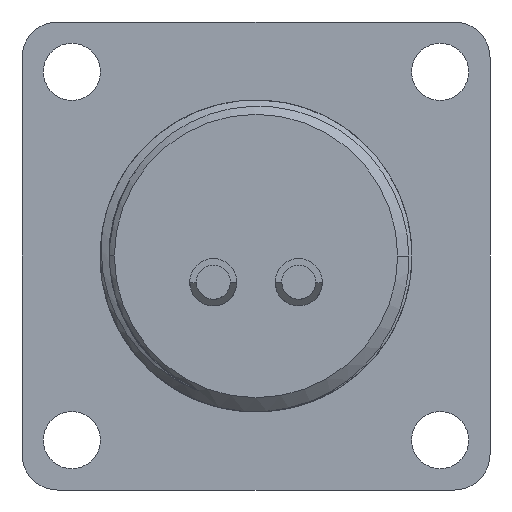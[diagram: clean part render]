
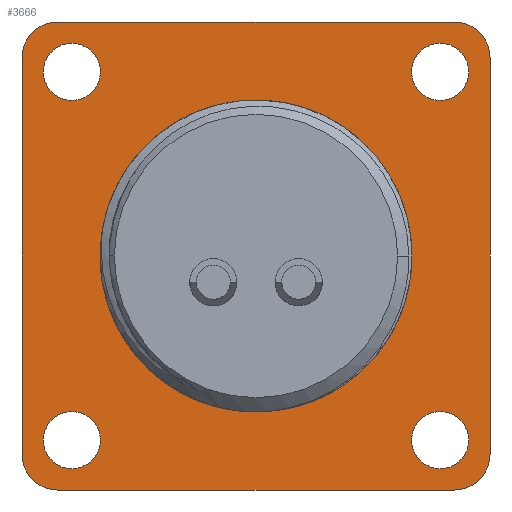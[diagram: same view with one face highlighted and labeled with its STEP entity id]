
A CAD part, front view. The second image highlights one B-rep face of the part: STEP entity #3666.
In plain terms, the highlighted planar face has unit normal (0, -1, 0).
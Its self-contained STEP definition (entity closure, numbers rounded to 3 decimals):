
#500=CARTESIAN_POINT('',(-11.1,-2.3,-11.1));
#501=DIRECTION('',(0.,-1.,0.));
#502=DIRECTION('',(-1.,0.,0.));
#503=AXIS2_PLACEMENT_3D('',#500,#501,#502);
#505=DIRECTION('',(0.,0.,-1.));
#506=VECTOR('',#505,22.2);
#507=CARTESIAN_POINT('',(-13.1,-2.3,11.1));
#508=LINE('',#507,#506);
#509=CARTESIAN_POINT('',(-11.1,-2.3,11.1));
#510=DIRECTION('',(0.,-1.,0.));
#511=DIRECTION('',(0.,0.,1.));
#512=AXIS2_PLACEMENT_3D('',#509,#510,#511);
#514=DIRECTION('',(-1.,0.,0.));
#515=VECTOR('',#514,22.2);
#516=CARTESIAN_POINT('',(11.1,-2.3,13.1));
#517=LINE('',#516,#515);
#518=CARTESIAN_POINT('',(11.1,-2.3,11.1));
#519=DIRECTION('',(0.,-1.,0.));
#520=DIRECTION('',(1.,0.,0.));
#521=AXIS2_PLACEMENT_3D('',#518,#519,#520);
#523=DIRECTION('',(0.,0.,1.));
#524=VECTOR('',#523,22.2);
#525=CARTESIAN_POINT('',(13.1,-2.3,-11.1));
#526=LINE('',#525,#524);
#527=CARTESIAN_POINT('',(11.1,-2.3,-11.1));
#528=DIRECTION('',(0.,-1.,0.));
#529=DIRECTION('',(0.,0.,-1.));
#530=AXIS2_PLACEMENT_3D('',#527,#528,#529);
#532=DIRECTION('',(1.,0.,0.));
#533=VECTOR('',#532,22.2);
#534=CARTESIAN_POINT('',(-11.1,-2.3,-13.1));
#535=LINE('',#534,#533);
#536=CARTESIAN_POINT('',(-10.31,-2.3,10.31));
#537=DIRECTION('',(0.,1.,0.));
#538=DIRECTION('',(0.,0.,1.));
#539=AXIS2_PLACEMENT_3D('',#536,#537,#538);
#541=CARTESIAN_POINT('',(-10.31,-2.3,10.31));
#542=DIRECTION('',(0.,1.,0.));
#543=DIRECTION('',(0.,0.,-1.));
#544=AXIS2_PLACEMENT_3D('',#541,#542,#543);
#546=CARTESIAN_POINT('',(10.31,-2.3,10.31));
#547=DIRECTION('',(0.,1.,0.));
#548=DIRECTION('',(0.,0.,1.));
#549=AXIS2_PLACEMENT_3D('',#546,#547,#548);
#551=CARTESIAN_POINT('',(10.31,-2.3,10.31));
#552=DIRECTION('',(0.,1.,0.));
#553=DIRECTION('',(0.,0.,-1.));
#554=AXIS2_PLACEMENT_3D('',#551,#552,#553);
#556=CARTESIAN_POINT('',(10.31,-2.3,-10.31));
#557=DIRECTION('',(0.,1.,0.));
#558=DIRECTION('',(0.,0.,1.));
#559=AXIS2_PLACEMENT_3D('',#556,#557,#558);
#561=CARTESIAN_POINT('',(10.31,-2.3,-10.31));
#562=DIRECTION('',(0.,1.,0.));
#563=DIRECTION('',(0.,0.,-1.));
#564=AXIS2_PLACEMENT_3D('',#561,#562,#563);
#566=CARTESIAN_POINT('',(-10.31,-2.3,-10.31));
#567=DIRECTION('',(0.,1.,0.));
#568=DIRECTION('',(0.,0.,1.));
#569=AXIS2_PLACEMENT_3D('',#566,#567,#568);
#571=CARTESIAN_POINT('',(-10.31,-2.3,-10.31));
#572=DIRECTION('',(0.,1.,0.));
#573=DIRECTION('',(0.,0.,-1.));
#574=AXIS2_PLACEMENT_3D('',#571,#572,#573);
#576=CARTESIAN_POINT('',(0.,-2.3,0.));
#577=DIRECTION('',(0.,1.,0.));
#578=DIRECTION('',(-1.,0.,0.));
#579=AXIS2_PLACEMENT_3D('',#576,#577,#578);
#581=CARTESIAN_POINT('',(0.,-2.3,0.));
#582=DIRECTION('',(0.,1.,0.));
#583=DIRECTION('',(1.,0.,0.));
#584=AXIS2_PLACEMENT_3D('',#581,#582,#583);
#2908=CARTESIAN_POINT('',(-10.31,-2.3,11.91));
#2909=CARTESIAN_POINT('',(-10.31,-2.3,8.71));
#2910=VERTEX_POINT('',#2908);
#2911=VERTEX_POINT('',#2909);
#2912=CARTESIAN_POINT('',(10.31,-2.3,11.91));
#2913=CARTESIAN_POINT('',(10.31,-2.3,8.71));
#2914=VERTEX_POINT('',#2912);
#2915=VERTEX_POINT('',#2913);
#2916=CARTESIAN_POINT('',(10.31,-2.3,-8.71));
#2917=CARTESIAN_POINT('',(10.31,-2.3,-11.91));
#2918=VERTEX_POINT('',#2916);
#2919=VERTEX_POINT('',#2917);
#2920=CARTESIAN_POINT('',(-10.31,-2.3,-8.71));
#2921=CARTESIAN_POINT('',(-10.31,-2.3,-11.91));
#2922=VERTEX_POINT('',#2920);
#2923=VERTEX_POINT('',#2921);
#2924=CARTESIAN_POINT('',(-13.1,-2.3,-11.1));
#2925=CARTESIAN_POINT('',(-11.1,-2.3,-13.1));
#2926=VERTEX_POINT('',#2924);
#2927=VERTEX_POINT('',#2925);
#2928=CARTESIAN_POINT('',(11.1,-2.3,-13.1));
#2929=VERTEX_POINT('',#2928);
#2930=CARTESIAN_POINT('',(13.1,-2.3,-11.1));
#2931=VERTEX_POINT('',#2930);
#2932=CARTESIAN_POINT('',(13.1,-2.3,11.1));
#2933=VERTEX_POINT('',#2932);
#2934=CARTESIAN_POINT('',(11.1,-2.3,13.1));
#2935=VERTEX_POINT('',#2934);
#2936=CARTESIAN_POINT('',(-11.1,-2.3,13.1));
#2937=VERTEX_POINT('',#2936);
#2938=CARTESIAN_POINT('',(-13.1,-2.3,11.1));
#2939=VERTEX_POINT('',#2938);
#2953=CARTESIAN_POINT('',(8.732,-2.3,0.));
#2955=VERTEX_POINT('',#2953);
#2986=CARTESIAN_POINT('',(-8.732,-2.3,0.));
#2987=VERTEX_POINT('',#2986);
#3621=CARTESIAN_POINT('',(0.,-2.3,0.));
#3622=DIRECTION('',(0.,-1.,0.));
#3623=DIRECTION('',(0.,0.,1.));
#3624=AXIS2_PLACEMENT_3D('',#3621,#3622,#3623);
#3625=PLANE('',#3624);
#3626=ORIENTED_EDGE('',*,*,#3517,.F.);
#3627=ORIENTED_EDGE('',*,*,#3532,.F.);
#3628=ORIENTED_EDGE('',*,*,#3546,.F.);
#3629=ORIENTED_EDGE('',*,*,#3560,.F.);
#3630=ORIENTED_EDGE('',*,*,#3574,.F.);
#3631=ORIENTED_EDGE('',*,*,#3588,.F.);
#3632=ORIENTED_EDGE('',*,*,#3602,.F.);
#3633=ORIENTED_EDGE('',*,*,#3615,.F.);
#3634=EDGE_LOOP('',(#3626,#3627,#3628,#3629,#3630,#3631,#3632,#3633));
#3635=FACE_OUTER_BOUND('',#3634,.F.);
#3637=ORIENTED_EDGE('',*,*,#3636,.F.);
#3639=ORIENTED_EDGE('',*,*,#3638,.F.);
#3640=EDGE_LOOP('',(#3637,#3639));
#3641=FACE_BOUND('',#3640,.F.);
#3643=ORIENTED_EDGE('',*,*,#3642,.F.);
#3645=ORIENTED_EDGE('',*,*,#3644,.F.);
#3646=EDGE_LOOP('',(#3643,#3645));
#3647=FACE_BOUND('',#3646,.F.);
#3649=ORIENTED_EDGE('',*,*,#3648,.F.);
#3651=ORIENTED_EDGE('',*,*,#3650,.F.);
#3652=EDGE_LOOP('',(#3649,#3651));
#3653=FACE_BOUND('',#3652,.F.);
#3655=ORIENTED_EDGE('',*,*,#3654,.F.);
#3657=ORIENTED_EDGE('',*,*,#3656,.F.);
#3658=EDGE_LOOP('',(#3655,#3657));
#3659=FACE_BOUND('',#3658,.F.);
#3661=ORIENTED_EDGE('',*,*,#3660,.F.);
#3663=ORIENTED_EDGE('',*,*,#3662,.F.);
#3664=EDGE_LOOP('',(#3661,#3663));
#3665=FACE_BOUND('',#3664,.F.);
#3666=ADVANCED_FACE('',(#3635,#3641,#3647,#3653,#3659,#3665),#3625,.T.);
#504=CIRCLE('',#503,2.);
#513=CIRCLE('',#512,2.);
#522=CIRCLE('',#521,2.);
#531=CIRCLE('',#530,2.);
#540=CIRCLE('',#539,1.6);
#545=CIRCLE('',#544,1.6);
#550=CIRCLE('',#549,1.6);
#555=CIRCLE('',#554,1.6);
#560=CIRCLE('',#559,1.6);
#565=CIRCLE('',#564,1.6);
#570=CIRCLE('',#569,1.6);
#575=CIRCLE('',#574,1.6);
#580=CIRCLE('',#579,8.732);
#585=CIRCLE('',#584,8.732);
#3517=EDGE_CURVE('',#2926,#2927,#504,.T.);
#3532=EDGE_CURVE('',#2939,#2926,#508,.T.);
#3546=EDGE_CURVE('',#2937,#2939,#513,.T.);
#3560=EDGE_CURVE('',#2935,#2937,#517,.T.);
#3574=EDGE_CURVE('',#2933,#2935,#522,.T.);
#3588=EDGE_CURVE('',#2931,#2933,#526,.T.);
#3602=EDGE_CURVE('',#2929,#2931,#531,.T.);
#3615=EDGE_CURVE('',#2927,#2929,#535,.T.);
#3636=EDGE_CURVE('',#2910,#2911,#540,.T.);
#3638=EDGE_CURVE('',#2911,#2910,#545,.T.);
#3642=EDGE_CURVE('',#2914,#2915,#550,.T.);
#3644=EDGE_CURVE('',#2915,#2914,#555,.T.);
#3648=EDGE_CURVE('',#2918,#2919,#560,.T.);
#3650=EDGE_CURVE('',#2919,#2918,#565,.T.);
#3654=EDGE_CURVE('',#2922,#2923,#570,.T.);
#3656=EDGE_CURVE('',#2923,#2922,#575,.T.);
#3660=EDGE_CURVE('',#2987,#2955,#580,.T.);
#3662=EDGE_CURVE('',#2955,#2987,#585,.T.);
